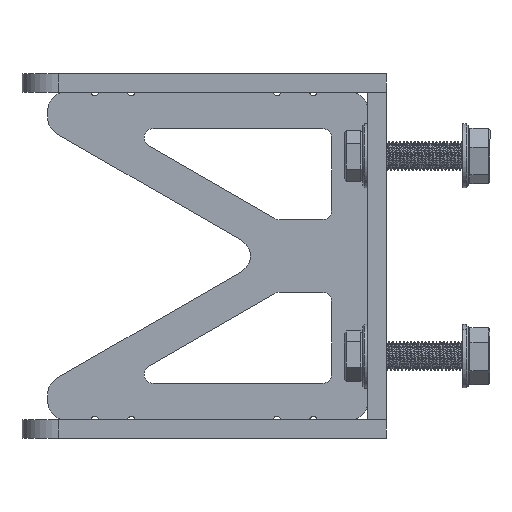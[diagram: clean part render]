
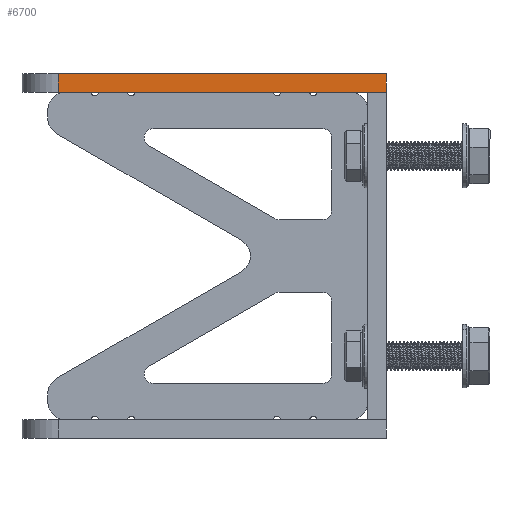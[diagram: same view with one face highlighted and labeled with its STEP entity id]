
A CAD part, left-side view. The second image highlights one B-rep face of the part: STEP entity #6700.
In plain terms, the highlighted planar face has unit normal (-1, 0, 0).
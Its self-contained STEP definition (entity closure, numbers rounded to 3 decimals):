
#85 = CARTESIAN_POINT ( 'NONE',  ( 0., 0., 10. ) ) ;
#199 = CARTESIAN_POINT ( 'NONE',  ( 0., 0., 10. ) ) ;
#1675 = VERTEX_POINT ( 'NONE', #13160 ) ;
#3771 = LINE ( 'NONE', #11478, #11826 ) ;
#4379 = VERTEX_POINT ( 'NONE', #85 ) ;
#4700 = DIRECTION ( 'NONE',  ( 0., 0., -1. ) ) ;
#5928 = DIRECTION ( 'NONE',  ( 0., -1., 0. ) ) ;
#6075 = EDGE_CURVE ( 'NONE', #12143, #1675, #3771, .T. ) ;
#6337 = CARTESIAN_POINT ( 'NONE',  ( 0., 0., 10. ) ) ;
#6700 = ADVANCED_FACE ( 'NONE', ( #11351 ), #11453, .F. ) ;
#7156 = ORIENTED_EDGE ( 'NONE', *, *, #6075, .T. ) ;
#7849 = VECTOR ( 'NONE', #14682, 1000. ) ;
#9194 = AXIS2_PLACEMENT_3D ( 'NONE', #199, #13019, #4700 ) ;
#9485 = EDGE_LOOP ( 'NONE', ( #18481, #7156, #10400, #13822 ) ) ;
#9490 = EDGE_CURVE ( 'NONE', #4379, #14085, #11936, .T. ) ;
#9923 = DIRECTION ( 'NONE',  ( 0., 0., -1. ) ) ;
#9924 = CARTESIAN_POINT ( 'NONE',  ( 0., 0., 0. ) ) ;
#10400 = ORIENTED_EDGE ( 'NONE', *, *, #19793, .T. ) ;
#10855 = VECTOR ( 'NONE', #18323, 1000. ) ;
#11351 = FACE_OUTER_BOUND ( 'NONE', #9485, .T. ) ;
#11453 = PLANE ( 'NONE',  #9194 ) ;
#11478 = CARTESIAN_POINT ( 'NONE',  ( 0., 180., 10. ) ) ;
#11826 = VECTOR ( 'NONE', #9923, 1000. ) ;
#11936 = LINE ( 'NONE', #16539, #10855 ) ;
#11986 = CARTESIAN_POINT ( 'NONE',  ( 0., 180., 10. ) ) ;
#12143 = VERTEX_POINT ( 'NONE', #11986 ) ;
#13019 = DIRECTION ( 'NONE',  ( 1., 0., 0. ) ) ;
#13160 = CARTESIAN_POINT ( 'NONE',  ( 0., 180., 0. ) ) ;
#13822 = ORIENTED_EDGE ( 'NONE', *, *, #9490, .F. ) ;
#14085 = VERTEX_POINT ( 'NONE', #9924 ) ;
#14592 = LINE ( 'NONE', #17841, #7849 ) ;
#14682 = DIRECTION ( 'NONE',  ( 0., -1., 0. ) ) ;
#16539 = CARTESIAN_POINT ( 'NONE',  ( 0., 0., 10. ) ) ;
#17841 = CARTESIAN_POINT ( 'NONE',  ( 0., 0., 0. ) ) ;
#18323 = DIRECTION ( 'NONE',  ( 0., 0., -1. ) ) ;
#18481 = ORIENTED_EDGE ( 'NONE', *, *, #20362, .F. ) ;
#18568 = LINE ( 'NONE', #6337, #18880 ) ;
#18880 = VECTOR ( 'NONE', #5928, 1000. ) ;
#19793 = EDGE_CURVE ( 'NONE', #1675, #14085, #14592, .T. ) ;
#20362 = EDGE_CURVE ( 'NONE', #12143, #4379, #18568, .T. ) ;
